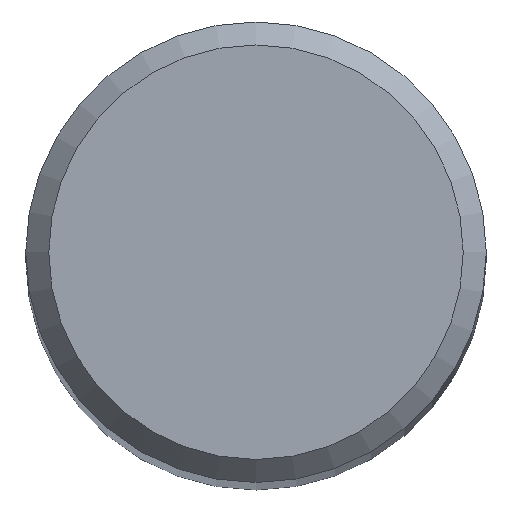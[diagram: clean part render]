
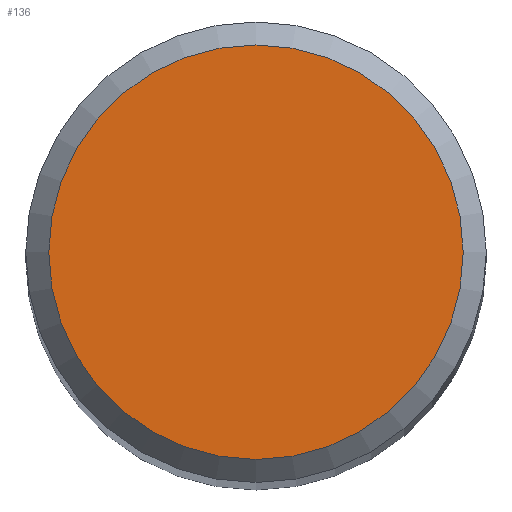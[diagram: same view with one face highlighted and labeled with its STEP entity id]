
A CAD part, top view. The second image highlights one B-rep face of the part: STEP entity #136.
In plain terms, the highlighted free-form (B-spline) face has degree [1, 1] with [2, 2] control points.
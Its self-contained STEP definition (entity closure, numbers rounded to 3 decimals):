
#96 = VERTEX_POINT('', #97);
#97 = CARTESIAN_POINT('', (-1.35, 0., 0.));
#103 = EDGE_CURVE('', #96, #96, #104, .T.);
#104 = CIRCLE('', #105, 1.35);
#105 = AXIS2_PLACEMENT_3D('', #106, #107, #108);
#106 = CARTESIAN_POINT('', (0., 0., 0.));
#107 = DIRECTION('', (0., 0., -1.));
#108 = DIRECTION('', (-1., 0., 0.));
#136 = ADVANCED_FACE('', (#137), #140, .T.);
#137 = FACE_OUTER_BOUND('', #138, .T.);
#138 = EDGE_LOOP('', (#139));
#139 = ORIENTED_EDGE('', *, *, #103, .F.);
#140 = B_SPLINE_SURFACE_WITH_KNOTS('', 1, 1, ((#141, #142), (#143, #144)), .UNSPECIFIED., .F., .F., .U., (2, 2), (2, 2), (0.179, 0.821), (0.179, 0.821), .UNSPECIFIED.);
#141 = CARTESIAN_POINT('', (1.35, -1.35, 0.));
#142 = CARTESIAN_POINT('', (-1.35, -1.35, 0.));
#143 = CARTESIAN_POINT('', (1.35, 1.35, 0.));
#144 = CARTESIAN_POINT('', (-1.35, 1.35, 0.));
